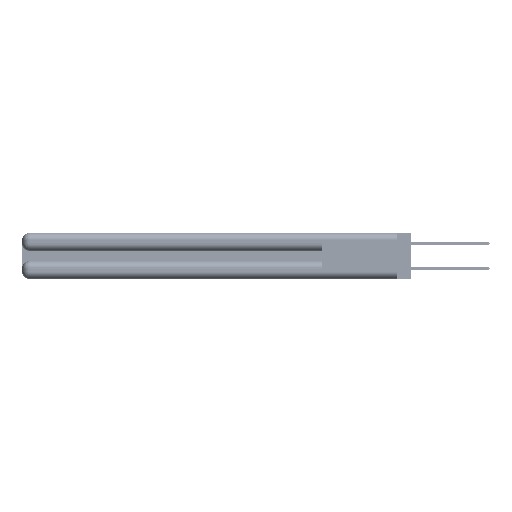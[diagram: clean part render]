
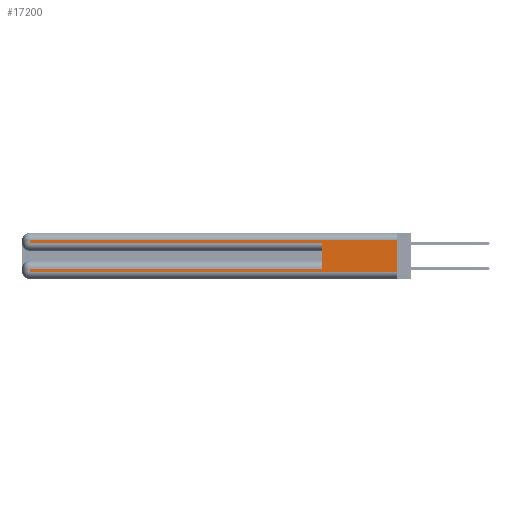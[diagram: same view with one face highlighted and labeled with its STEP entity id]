
A CAD part, left-side view. The second image highlights one B-rep face of the part: STEP entity #17200.
In plain terms, the highlighted planar face has unit normal (-1, 0, 0).
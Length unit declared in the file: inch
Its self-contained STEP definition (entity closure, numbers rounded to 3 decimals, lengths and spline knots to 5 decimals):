
#1767 = DIRECTION ( 'NONE',  ( 0., 1., 0. ) ) ;
#1889 = PLANE ( 'NONE',  #2590 ) ;
#2076 = VERTEX_POINT ( 'NONE', #33427 ) ;
#2590 = AXIS2_PLACEMENT_3D ( 'NONE', #31749, #6231, #35978 ) ;
#2635 = CARTESIAN_POINT ( 'NONE',  ( 0., 0.6, 0.145 ) ) ;
#2723 = VERTEX_POINT ( 'NONE', #54604 ) ;
#2740 = DIRECTION ( 'NONE',  ( 0., 1., 0. ) ) ;
#2890 = LINE ( 'NONE', #18768, #12939 ) ;
#3717 = LINE ( 'NONE', #8887, #25117 ) ;
#3997 = ORIENTED_EDGE ( 'NONE', *, *, #35657, .T. ) ;
#4812 = VERTEX_POINT ( 'NONE', #27209 ) ;
#5769 = VECTOR ( 'NONE', #2740, 39.37008 ) ;
#6153 = FACE_OUTER_BOUND ( 'NONE', #8068, .T. ) ;
#6231 = DIRECTION ( 'NONE',  ( 1., 0., 0. ) ) ;
#6724 = VERTEX_POINT ( 'NONE', #10954 ) ;
#6971 = DIRECTION ( 'NONE',  ( 0., 0., 1. ) ) ;
#7188 = VECTOR ( 'NONE', #53780, 39.37008 ) ;
#7873 = VERTEX_POINT ( 'NONE', #24307 ) ;
#8068 = EDGE_LOOP ( 'NONE', ( #11078, #47907, #31734, #3997, #22831, #34399, #16768, #18008 ) ) ;
#8457 = LINE ( 'NONE', #53786, #5769 ) ;
#8842 = LINE ( 'NONE', #2635, #30178 ) ;
#8887 = CARTESIAN_POINT ( 'NONE',  ( 0., 0., 0.37 ) ) ;
#9261 = VERTEX_POINT ( 'NONE', #11833 ) ;
#9419 = VERTEX_POINT ( 'NONE', #51801 ) ;
#10779 = EDGE_CURVE ( 'NONE', #7873, #9261, #2890, .T. ) ;
#10954 = CARTESIAN_POINT ( 'NONE',  ( 0., 2.94, 0.06 ) ) ;
#11078 = ORIENTED_EDGE ( 'NONE', *, *, #14933, .F. ) ;
#11833 = CARTESIAN_POINT ( 'NONE',  ( 0., 2.94, 0.31 ) ) ;
#12939 = VECTOR ( 'NONE', #1767, 39.37008 ) ;
#14933 = EDGE_CURVE ( 'NONE', #7873, #4812, #3717, .T. ) ;
#16768 = ORIENTED_EDGE ( 'NONE', *, *, #21150, .T. ) ;
#17200 = ADVANCED_FACE ( 'NONE', ( #6153 ), #1889, .F. ) ;
#17579 = LINE ( 'NONE', #26349, #51522 ) ;
#18008 = ORIENTED_EDGE ( 'NONE', *, *, #44826, .T. ) ;
#18768 = CARTESIAN_POINT ( 'NONE',  ( 0., 0., 0.31 ) ) ;
#19568 = EDGE_CURVE ( 'NONE', #2723, #54764, #8457, .T. ) ;
#21150 = EDGE_CURVE ( 'NONE', #54764, #6724, #17579, .T. ) ;
#22831 = ORIENTED_EDGE ( 'NONE', *, *, #32295, .F. ) ;
#24058 = CARTESIAN_POINT ( 'NONE',  ( 0., 0., 0.285 ) ) ;
#24307 = CARTESIAN_POINT ( 'NONE',  ( 0., 0., 0.31 ) ) ;
#25117 = VECTOR ( 'NONE', #42920, 39.37008 ) ;
#26163 = DIRECTION ( 'NONE',  ( 0., 0., -1. ) ) ;
#26349 = CARTESIAN_POINT ( 'NONE',  ( 0., 2.94, 0.37 ) ) ;
#27209 = CARTESIAN_POINT ( 'NONE',  ( 0., 0., 0.06 ) ) ;
#29782 = VECTOR ( 'NONE', #39856, 39.37008 ) ;
#30178 = VECTOR ( 'NONE', #6971, 39.37008 ) ;
#31079 = VECTOR ( 'NONE', #44222, 39.37008 ) ;
#31734 = ORIENTED_EDGE ( 'NONE', *, *, #50471, .T. ) ;
#31749 = CARTESIAN_POINT ( 'NONE',  ( 0., 0., 0.37 ) ) ;
#32295 = EDGE_CURVE ( 'NONE', #2723, #9419, #8842, .T. ) ;
#33427 = CARTESIAN_POINT ( 'NONE',  ( 0., 2.94, 0.285 ) ) ;
#34399 = ORIENTED_EDGE ( 'NONE', *, *, #19568, .T. ) ;
#34489 = CARTESIAN_POINT ( 'NONE',  ( 0., 2.94, 0.085 ) ) ;
#35555 = CARTESIAN_POINT ( 'NONE',  ( 0., 0., 0.06 ) ) ;
#35657 = EDGE_CURVE ( 'NONE', #2076, #9419, #41117, .T. ) ;
#35978 = DIRECTION ( 'NONE',  ( 0., 0., -1. ) ) ;
#39856 = DIRECTION ( 'NONE',  ( 0., -1., 0. ) ) ;
#41117 = LINE ( 'NONE', #24058, #7188 ) ;
#42920 = DIRECTION ( 'NONE',  ( 0., 0., -1. ) ) ;
#44222 = DIRECTION ( 'NONE',  ( 0., 0., -1. ) ) ;
#44826 = EDGE_CURVE ( 'NONE', #6724, #4812, #52374, .T. ) ;
#47907 = ORIENTED_EDGE ( 'NONE', *, *, #10779, .T. ) ;
#50471 = EDGE_CURVE ( 'NONE', #9261, #2076, #53685, .T. ) ;
#51522 = VECTOR ( 'NONE', #26163, 39.37008 ) ;
#51801 = CARTESIAN_POINT ( 'NONE',  ( 0., 0.6, 0.285 ) ) ;
#52374 = LINE ( 'NONE', #35555, #29782 ) ;
#52779 = CARTESIAN_POINT ( 'NONE',  ( 0., 2.94, 0.37 ) ) ;
#53685 = LINE ( 'NONE', #52779, #31079 ) ;
#53780 = DIRECTION ( 'NONE',  ( 0., -1., 0. ) ) ;
#53786 = CARTESIAN_POINT ( 'NONE',  ( 0., 0., 0.085 ) ) ;
#54604 = CARTESIAN_POINT ( 'NONE',  ( 0., 0.6, 0.085 ) ) ;
#54764 = VERTEX_POINT ( 'NONE', #34489 ) ;
